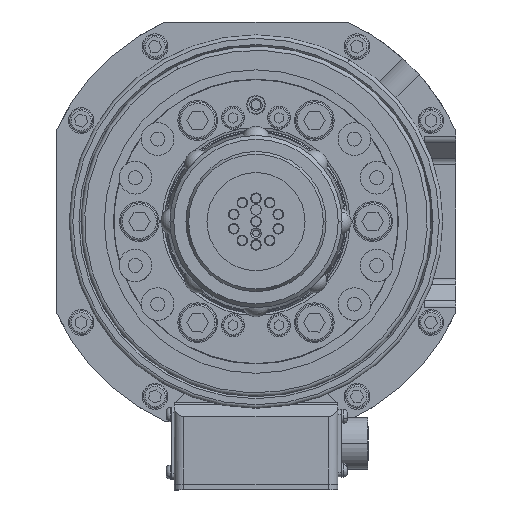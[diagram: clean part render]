
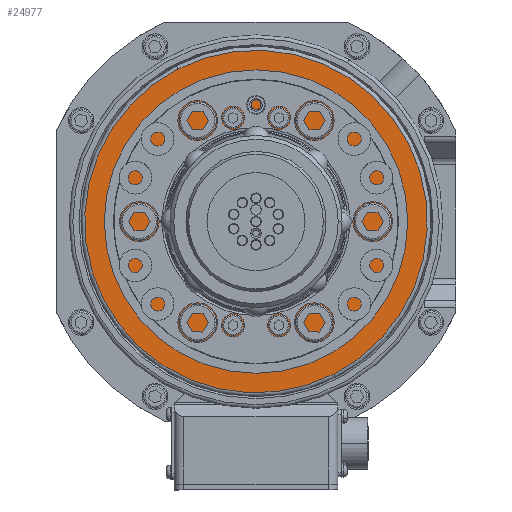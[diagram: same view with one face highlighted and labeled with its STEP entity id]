
A CAD part, front view. The second image highlights one B-rep face of the part: STEP entity #24977.
In plain terms, the highlighted planar face has unit normal (0, -1, 0).
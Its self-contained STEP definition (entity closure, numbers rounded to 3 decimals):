
#44 = AXIS2_PLACEMENT_3D ( 'NONE', #24109, #62715, #11916 ) ;
#5490 = EDGE_CURVE ( 'NONE', #31292, #10595, #65079, .T. ) ;
#9581 = DIRECTION ( 'NONE',  ( 0., 1., 0. ) ) ;
#10595 = VERTEX_POINT ( 'NONE', #25265 ) ;
#11916 = DIRECTION ( 'NONE',  ( 0.456, 0., -0.89 ) ) ;
#14069 = FACE_OUTER_BOUND ( 'NONE', #46398, .T. ) ;
#18613 = CIRCLE ( 'NONE', #44, 73.4 ) ;
#22883 = DIRECTION ( 'NONE',  ( 0.456, 0., -0.89 ) ) ;
#23193 = CARTESIAN_POINT ( 'NONE',  ( -65.332, 354.151, -33.455 ) ) ;
#24109 = CARTESIAN_POINT ( 'NONE',  ( 0., 354.151, 0. ) ) ;
#24977 = ADVANCED_FACE ( 'NONE', ( #14069 ), #48863, .T. ) ;
#25265 = CARTESIAN_POINT ( 'NONE',  ( -33.455, 354.151, 65.332 ) ) ;
#25511 = ORIENTED_EDGE ( 'NONE', *, *, #37985, .F. ) ;
#27748 = CARTESIAN_POINT ( 'NONE',  ( 33.455, 354.151, -65.332 ) ) ;
#29639 = AXIS2_PLACEMENT_3D ( 'NONE', #23193, #73937, #73404 ) ;
#31292 = VERTEX_POINT ( 'NONE', #27748 ) ;
#37985 = EDGE_CURVE ( 'NONE', #10595, #31292, #18613, .T. ) ;
#46398 = EDGE_LOOP ( 'NONE', ( #49109, #25511 ) ) ;
#48863 = PLANE ( 'NONE',  #29639 ) ;
#49109 = ORIENTED_EDGE ( 'NONE', *, *, #5490, .F. ) ;
#62715 = DIRECTION ( 'NONE',  ( 0., 1., 0. ) ) ;
#65079 = CIRCLE ( 'NONE', #74602, 73.4 ) ;
#73404 = DIRECTION ( 'NONE',  ( -0.456, 0., 0.89 ) ) ;
#73937 = DIRECTION ( 'NONE',  ( 0., -1., 0. ) ) ;
#74602 = AXIS2_PLACEMENT_3D ( 'NONE', #79162, #9581, #22883 ) ;
#79162 = CARTESIAN_POINT ( 'NONE',  ( 0., 354.151, 0. ) ) ;
